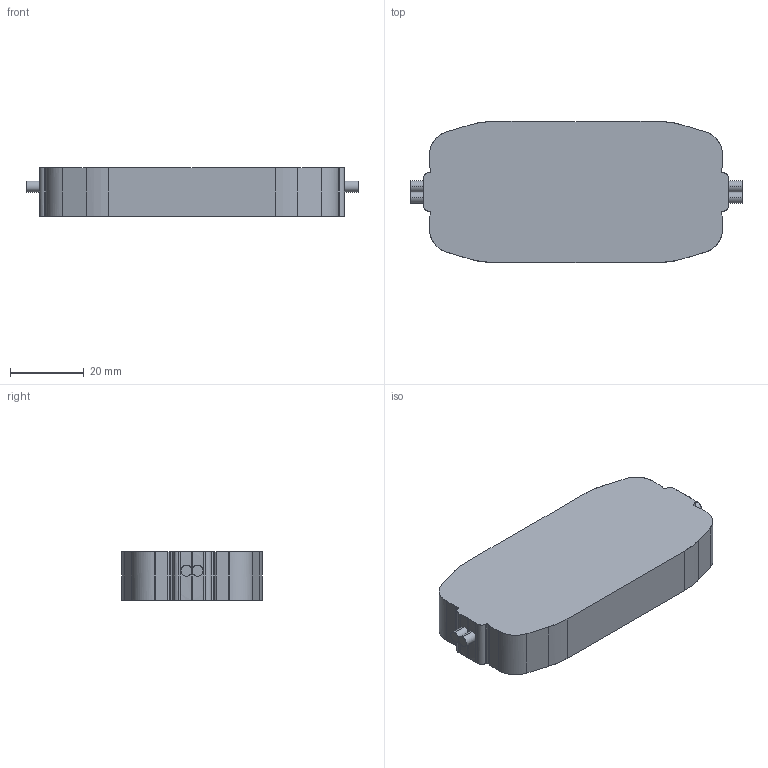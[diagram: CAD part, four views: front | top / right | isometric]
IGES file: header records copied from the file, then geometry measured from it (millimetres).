
Start section: SolidWorks IGES file using analytic representation for surfaces
Global section: file name: COP00049_Ind 7_Coque UNISAVE 5.12_ASA ANTI UV_RAL 9003.IGS; native system: SolidWorks 2021; preprocessor: SolidWorks 2021; author: be; date: 240531.104804; units: millimetre
Bounding box: 90 x 38.21 x 13.1 mm (x, y, z)
Surface area: 10458.7 mm2 (no closed solid volume)
Topology: 0 solids, 0 shells, 66 faces, 656 edges, 656 vertices
Faces by surface type: bspline 62, revolution 4
